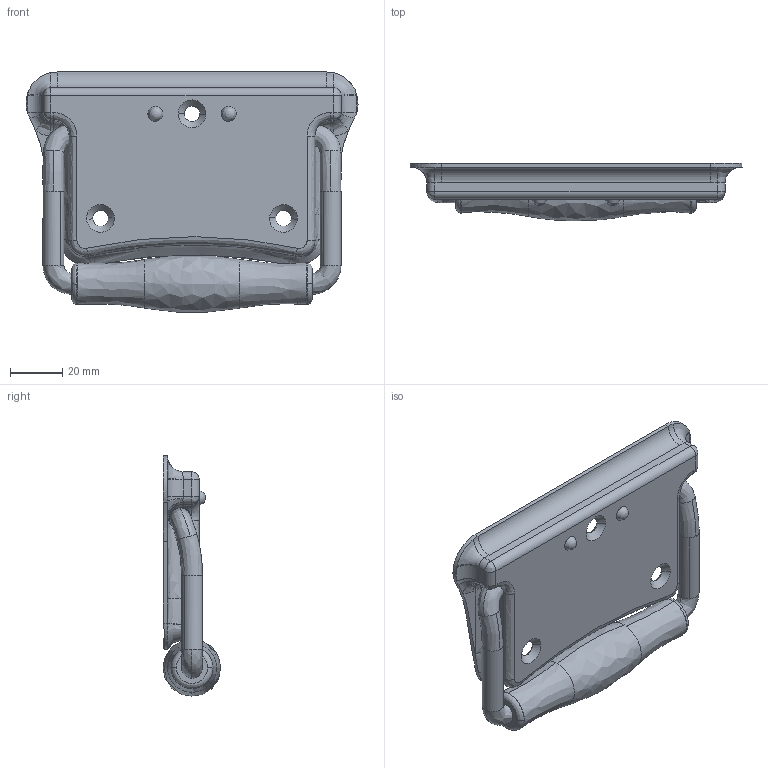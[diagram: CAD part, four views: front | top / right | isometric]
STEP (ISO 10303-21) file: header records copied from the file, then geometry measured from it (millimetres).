
FILE_DESCRIPTION((''),'2;1');
FILE_NAME('','2008-05-07T17:23:10',(''),(''),'','CADfix','');
FILE_SCHEMA(('AUTOMOTIVE_DESIGN { 1 0 10303 214 1 1 1 1 }'));
Length unit declared in the file: millimetre
Bounding box: 126.99 x 22 x 91.82 mm (x, y, z)
Volume: 49086 mm3; surface area: 38893.1 mm2
Topology: 9 solids, 9 shells, 322 faces, 939 edges, 626 vertices
Faces by surface type: bspline 322
Entity records: 22688 total; most frequent: CARTESIAN_POINT 17611, ORIENTED_EDGE 1866, EDGE_CURVE 933, VERTEX_POINT 626, EDGE_LOOP 345, FACE_OUTER_BOUND 322, ADVANCED_FACE 322, B_SPLINE_CURVE_WITH_KNOTS 214
